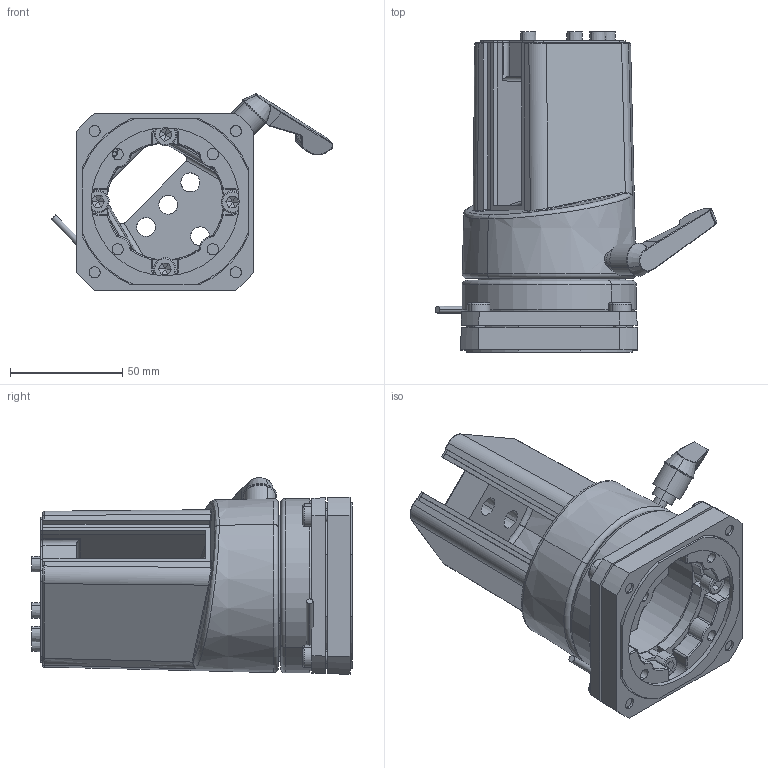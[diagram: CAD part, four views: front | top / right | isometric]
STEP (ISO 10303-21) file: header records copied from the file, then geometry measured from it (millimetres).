
FILE_DESCRIPTION (( 'STEP AP214' ), '1' );
FILE_NAME ('49457700.STEP', '2016-03-02T14:14:04', ( 'Macha' ), ( 'Hewlett-Packard Company' ), 'SwSTEP 2.0', 'SolidWorks 2015', '' );
FILE_SCHEMA (( 'AUTOMOTIVE_DESIGN' ));
Length unit declared in the file: millimetre
Products named in the file (18): 84130; 84127; 12457; 82284; 12454; 12458; 49457700; 93017; 93275; 49457300; 93345; 82003_Kuppl. GTK el.; 94459; 83151; 82306; 84129; 94561; 84128
Assembly tree (25 placements, depth 3):
  49457700
    12458
    12454
    82284  x2
    49457300
      12457
      84127
      84130
      84128
      94561
      84129
      82306
      83151
      94459
      82003_Kuppl. GTK el.
      93345  x2
    93275  x4
    93017  x4
Bounding box: 125.71 x 143 x 87.67 mm (x, y, z)
Volume: 252017.3 mm3; surface area: 127694.6 mm2
Topology: 25 solids, 25 shells, 937 faces, 2237 edges, 1354 vertices
Faces by surface type: plane 323, cylinder 296, cone 111, bspline 103, torus 90, sphere 14
Entity records: 28065 total; most frequent: CARTESIAN_POINT 9307, DIRECTION 3710, ORIENTED_EDGE 3666, EDGE_CURVE 1833, AXIS2_PLACEMENT_3D 1468, VERTEX_POINT 1129, EDGE_LOOP 854, LINE 774
